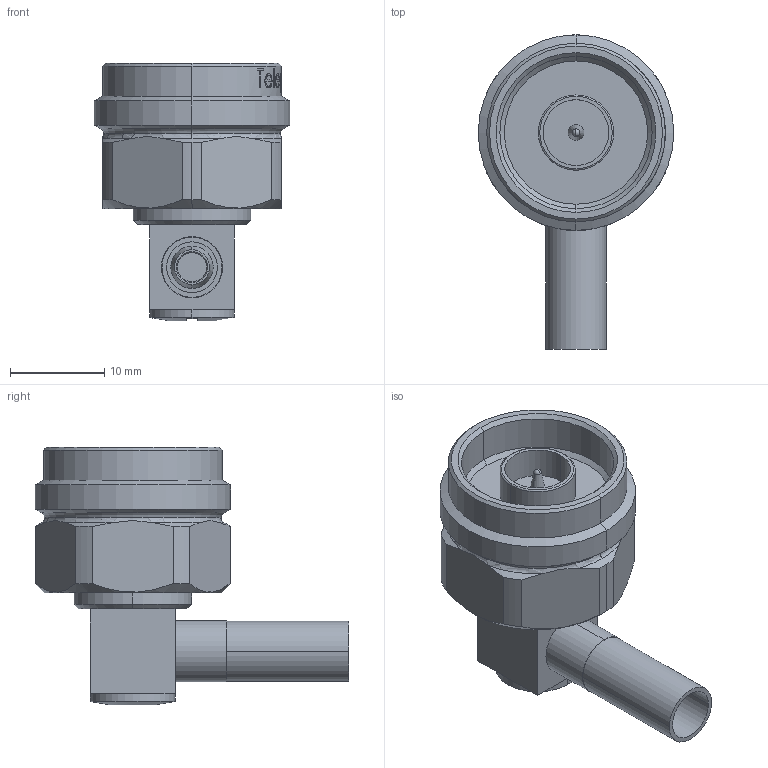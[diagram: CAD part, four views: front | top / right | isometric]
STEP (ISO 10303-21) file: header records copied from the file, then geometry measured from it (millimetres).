
FILE_DESCRIPTION (( 'STEP AP214' ), '1' );
FILE_NAME ('J01020A0035.STEP', '2018-10-09T14:18:56', ( '' ), ( '' ), 'SwSTEP 2.0', 'SolidWorks 2017', '' );
FILE_SCHEMA (( 'AUTOMOTIVE_DESIGN' ));
Length unit declared in the file: millimetre
Products named in the file (1): J01020A0035
Bounding box: 20.8 x 33.4 x 27.4 mm (x, y, z)
Volume: 5276.7 mm3; surface area: 2968.8 mm2
Topology: 1 solids, 1 shells, 266 faces, 665 edges, 429 vertices
Faces by surface type: plane 94, bspline 83, cylinder 52, cone 29, torus 6, sphere 2
Entity records: 18751 total; most frequent: CARTESIAN_POINT 10150, ORIENTED_EDGE 1330, DIRECTION 918, EDGE_CURVE 665, VERTEX_POINT 429, AXIS2_PLACEMENT_3D 364, B_SPLINE_CURVE_WITH_KNOTS 295, EDGE_LOOP 294
